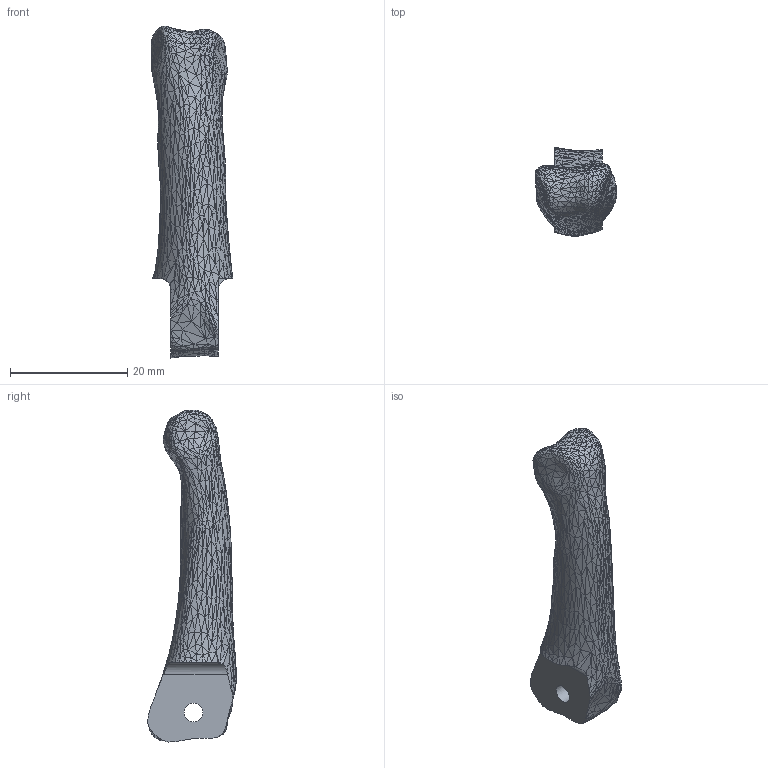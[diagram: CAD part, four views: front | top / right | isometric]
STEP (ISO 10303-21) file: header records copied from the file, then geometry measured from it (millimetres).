
FILE_DESCRIPTION(/* description */ (''),/* implementation_level */ '2;1');
FILE_NAME(/* name */ 'Annulaire_PP.step',/* time_stamp */ '2023-04-15T09:32:52-04:00',/* author */ (''),/* organization */ (''),/* preprocessor_version */ 'ST-DEVELOPER v19.2',/* originating_system */ 'Autodesk Translation Framework v12.4.0.73',/* authorisation */ '');
FILE_SCHEMA (('AUTOMOTIVE_DESIGN { 1 0 10303 214 3 1 1 }'));
Length unit declared in the file: millimetre
Products named in the file (1): RINGPP
Bounding box: 13.94 x 15.15 x 56.66 mm (x, y, z)
Volume: 4631.5 mm3; surface area: 2198 mm2
Topology: 1 solids, 1 shells, 2355 faces, 3682 edges, 1329 vertices
Faces by surface type: plane 2352, cylinder 3
Full cylindrical faces by diameter (mm): 3.175 x1
Entity records: 47345 total; most frequent: DIRECTION 8415, CARTESIAN_POINT 7367, ORIENTED_EDGE 7364, EDGE_CURVE 3682, LINE 3661, VECTOR 3661, AXIS2_PLACEMENT_3D 2377, EDGE_LOOP 2357
